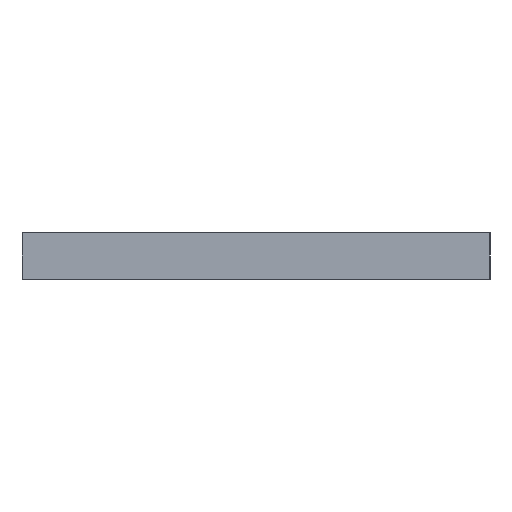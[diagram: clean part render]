
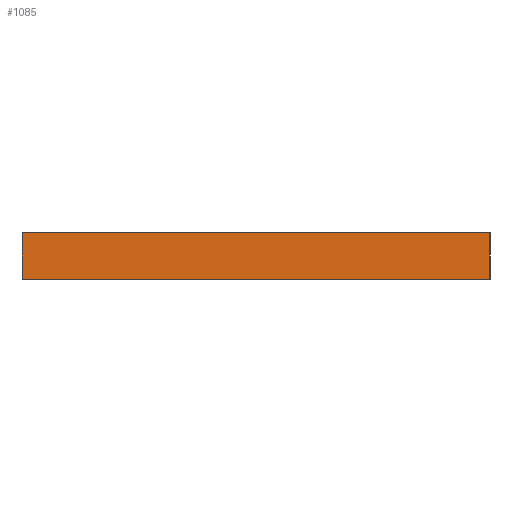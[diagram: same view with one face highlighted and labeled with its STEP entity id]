
A CAD part, left-side view. The second image highlights one B-rep face of the part: STEP entity #1085.
In plain terms, the highlighted planar face has unit normal (-1, 0, 0).
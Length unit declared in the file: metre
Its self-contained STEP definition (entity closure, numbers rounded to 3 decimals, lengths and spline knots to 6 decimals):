
#288=ORIENTED_EDGE('',*,*,#550,.F.);
#289=ORIENTED_EDGE('',*,*,#399,.F.);
#290=ORIENTED_EDGE('',*,*,#551,.T.);
#291=ORIENTED_EDGE('',*,*,#404,.T.);
#399=EDGE_CURVE('',#555,#553,#659,.T.);
#404=EDGE_CURVE('',#559,#558,#664,.T.);
#550=EDGE_CURVE('',#553,#558,#762,.T.);
#551=EDGE_CURVE('',#555,#559,#763,.T.);
#553=VERTEX_POINT('',#1521);
#555=VERTEX_POINT('',#1525);
#558=VERTEX_POINT('',#1535);
#559=VERTEX_POINT('',#1537);
#659=LINE('',#1526,#767);
#664=LINE('',#1536,#772);
#762=LINE('',#1828,#870);
#763=LINE('',#1829,#871);
#767=VECTOR('',#1210,1.);
#772=VECTOR('',#1219,1.);
#870=VECTOR('',#1511,1.);
#871=VECTOR('',#1512,1.);
#923=EDGE_LOOP('',(#288,#289,#290,#291));
#989=FACE_BOUND('',#923,.T.);
#1031=PLANE('',#1200);
#1085=ADVANCED_FACE('',(#989),#1031,.T.);
#1200=AXIS2_PLACEMENT_3D('',#1827,#1509,#1510);
#1210=DIRECTION('',(0.,0.,-1.));
#1219=DIRECTION('',(0.,0.,-1.));
#1509=DIRECTION('',(-1.,0.,0.));
#1510=DIRECTION('',(0.,0.,1.));
#1511=DIRECTION('',(0.,1.,0.));
#1512=DIRECTION('',(0.,1.,0.));
#1521=CARTESIAN_POINT('',(-0.03175,-0.0254,0.));
#1525=CARTESIAN_POINT('',(-0.03175,-0.0254,0.005));
#1526=CARTESIAN_POINT('',(-0.03175,-0.0254,0.005));
#1535=CARTESIAN_POINT('',(-0.03175,0.0254,0.));
#1536=CARTESIAN_POINT('',(-0.03175,0.0254,0.005));
#1537=CARTESIAN_POINT('',(-0.03175,0.0254,0.005));
#1827=CARTESIAN_POINT('',(-0.03175,0.,0.005));
#1828=CARTESIAN_POINT('',(-0.03175,0.,0.));
#1829=CARTESIAN_POINT('',(-0.03175,0.,0.005));
